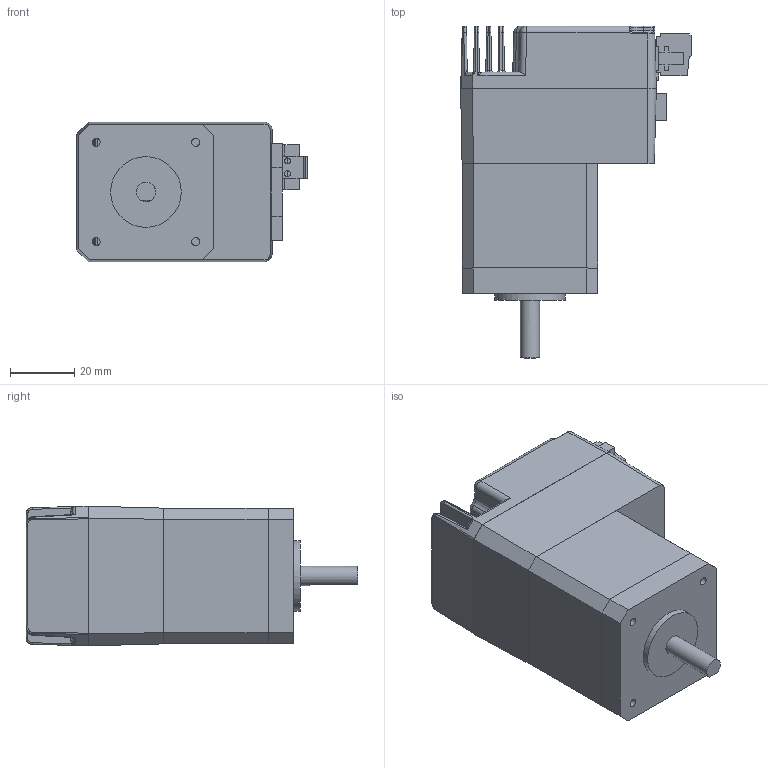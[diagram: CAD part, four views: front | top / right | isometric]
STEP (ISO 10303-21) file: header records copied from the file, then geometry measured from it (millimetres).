
FILE_DESCRIPTION (( 'STEP AP203' ), '1' );
FILE_NAME ('TSM17S-3RG.STEP', '2013-01-09T05:17:28', ( 'Sky123.Org' ), ( 'Sky123.Org' ), 'SwSTEP 2.0', 'SolidWorks 2011', '' );
FILE_SCHEMA (( 'CONFIG_CONTROL_DESIGN' ));
Length unit declared in the file: millimetre
Products named in the file (1): TSM17S-3RG
Bounding box: 71.91 x 103.4 x 43.53 mm (x, y, z)
Surface area: 35823.1 mm2 (no closed solid volume)
Topology: 0 solids, 17 shells, 494 faces, 1862 edges, 1355 vertices
Faces by surface type: plane 313, cylinder 106, bspline 39, torus 19, cone 11, sphere 6
Full cylindrical faces by diameter (mm): 1 x1, 1.87 x2, 2.5 x12, 2.8 x2, 3.5 x4, 5 x2, 6 x2, 22 x1
Entity records: 20276 total; most frequent: CARTESIAN_POINT 5302, DIRECTION 2845, ORIENTED_EDGE 2786, EDGE_CURVE 1816, LINE 1401, VECTOR 1401, VERTEX_POINT 1347, AXIS2_PLACEMENT_3D 722
